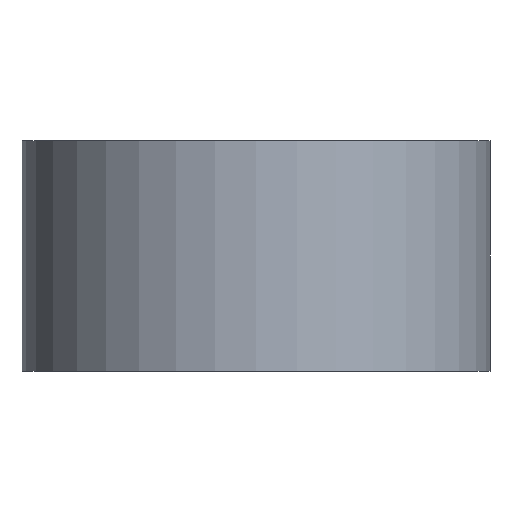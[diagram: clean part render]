
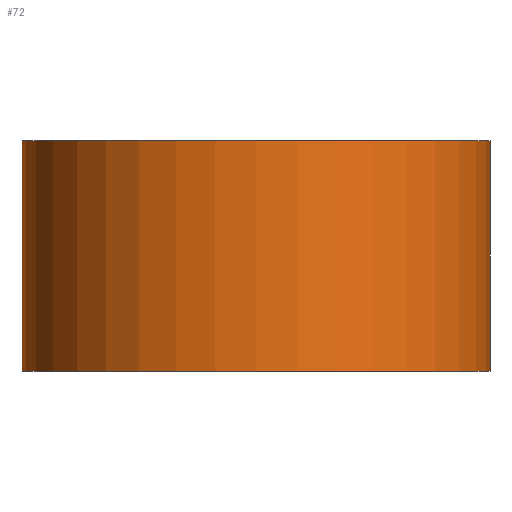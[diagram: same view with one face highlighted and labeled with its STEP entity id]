
A CAD part, front view. The second image highlights one B-rep face of the part: STEP entity #72.
In plain terms, the highlighted cylindrical face has radius 25.4 mm (diameter 50.8 mm), a full revolution.
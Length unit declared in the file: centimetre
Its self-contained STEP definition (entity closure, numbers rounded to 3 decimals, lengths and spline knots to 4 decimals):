
#36=VERTEX_POINT('',#100);
#37=VERTEX_POINT('',#102);
#40=CIRCLE('',#77,2.54);
#41=CIRCLE('',#78,2.54);
#44=EDGE_CURVE('',#36,#36,#40,.T.);
#45=EDGE_CURVE('',#37,#37,#41,.T.);
#48=ORIENTED_EDGE('',*,*,#44,.T.);
#49=ORIENTED_EDGE('',*,*,#45,.T.);
#56=EDGE_LOOP('',(#48));
#57=EDGE_LOOP('',(#49));
#64=FACE_BOUND('',#56,.T.);
#65=FACE_BOUND('',#57,.T.);
#72=ADVANCED_FACE('',(#64,#65),#110,.T.);
#76=AXIS2_PLACEMENT_3D('',#98,#84,#85);
#77=AXIS2_PLACEMENT_3D('',#99,#86,#87);
#78=AXIS2_PLACEMENT_3D('',#101,#88,#89);
#84=DIRECTION('',(0.,0.,1.));
#85=DIRECTION('',(2.54,0.,0.));
#86=DIRECTION('',(0.,0.,-1.));
#87=DIRECTION('',(2.54,0.,0.));
#88=DIRECTION('',(0.,0.,1.));
#89=DIRECTION('',(2.54,0.,0.));
#98=CARTESIAN_POINT('',(0.,0.,0.));
#99=CARTESIAN_POINT('',(0.,0.,2.5));
#100=CARTESIAN_POINT('',(2.54,0.,2.5));
#101=CARTESIAN_POINT('',(0.,0.,0.));
#102=CARTESIAN_POINT('',(2.54,0.,0.));
#110=CYLINDRICAL_SURFACE('',#76,2.54);
